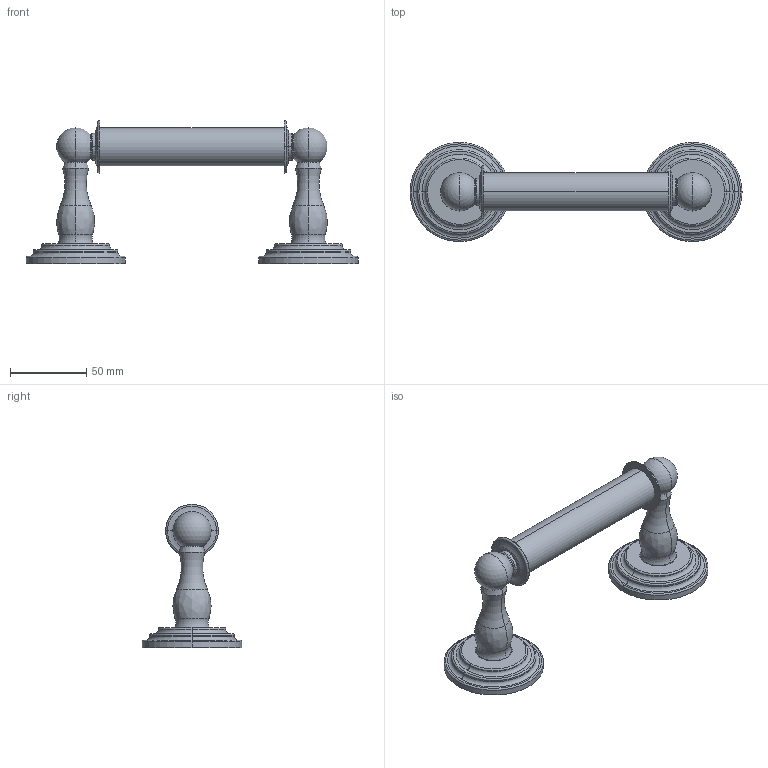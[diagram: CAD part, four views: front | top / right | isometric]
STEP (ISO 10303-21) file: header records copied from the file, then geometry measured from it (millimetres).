
FILE_DESCRIPTION((''),'2;1');
FILE_NAME('890-1500','2025-04-22T17:14:32',('SwamiS'),(''),'CREO PARAMETRIC BY PTC INC, 2023134','CREO PARAMETRIC BY PTC INC, 2023134','');
FILE_SCHEMA(('CONFIG_CONTROL_DESIGN'));
Length unit declared in the file: inch
Products named in the file (1): 890-1500
Bounding box: 217.42 x 65.02 x 93.75 mm (x, y, z)
Volume: 136801.8 mm3; surface area: 51805.8 mm2
Topology: 4 solids, 4 shells, 145 faces, 286 edges, 168 vertices
Faces by surface type: cylinder 54, torus 48, plane 29, cone 6, bspline 4, sphere 4
Entity records: 3884 total; most frequent: DIRECTION 786, CARTESIAN_POINT 703, ORIENTED_EDGE 564, AXIS2_PLACEMENT_3D 363, EDGE_CURVE 282, CIRCLE 222, VERTEX_POINT 168, EDGE_LOOP 168
